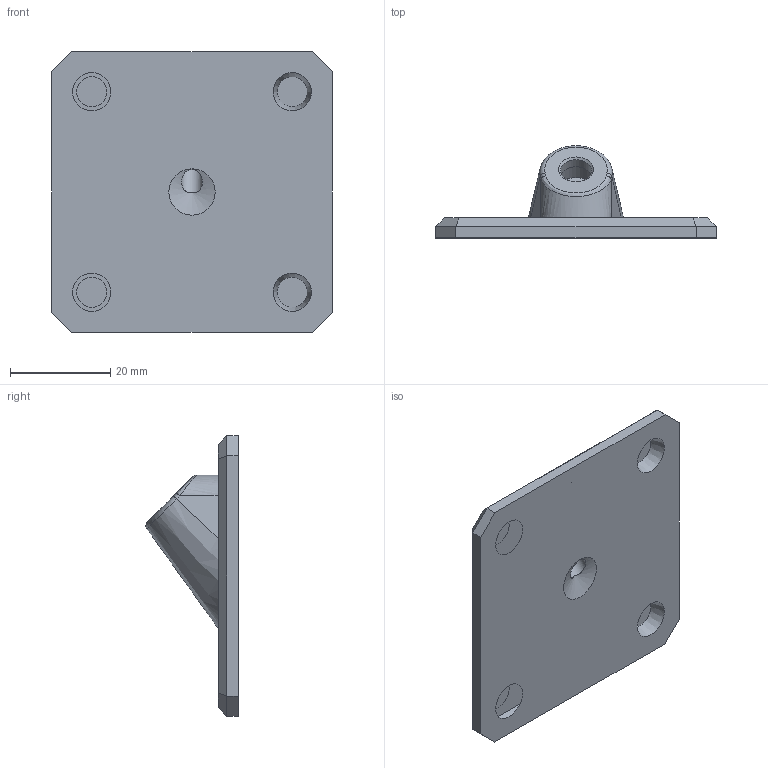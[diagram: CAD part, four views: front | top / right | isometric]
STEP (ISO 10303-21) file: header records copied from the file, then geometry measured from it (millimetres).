
FILE_DESCRIPTION(/* description */ ('','CAx-IF Rec.Pracs.---Representation and Presentation of Product Manufacturing Information (PMI)---4.0---2014-10-13'),/* implementation_level */ '2;1');
FILE_NAME(/* name */ 'FilaOut.step',/* time_stamp */ '2025-03-08T11:30:17+08:00',/* author */ (''),/* organization */ (''),/* preprocessor_version */ 'ST-DEVELOPER v20',/* originating_system */ 'Autodesk Translation Framework v13.20.0.188',/* authorisation */ '');
FILE_SCHEMA (('AP242_MANAGED_MODEL_BASED_3D_ENGINEERING_MIM_LF { 1 0 10303 442 1 1 4 }'));
Length unit declared in the file: millimetre
Products named in the file (1): FilaOut
Bounding box: 56 x 18.39 x 56 mm (x, y, z)
Volume: 13559.7 mm3; surface area: 8847.7 mm2
Topology: 1 solids, 5 shells, 54 faces, 98 edges, 60 vertices
Faces by surface type: plane 34, cylinder 9, cone 8, bspline 2, torus 1
Full cylindrical faces by diameter (mm): 4.2 x1, 6.2 x1, 8.4 x1, 10.2 x4
Entity records: 1587 total; most frequent: CARTESIAN_POINT 475, DIRECTION 230, ORIENTED_EDGE 196, EDGE_CURVE 98, AXIS2_PLACEMENT_3D 83, LINE 64, VECTOR 64, EDGE_LOOP 62
